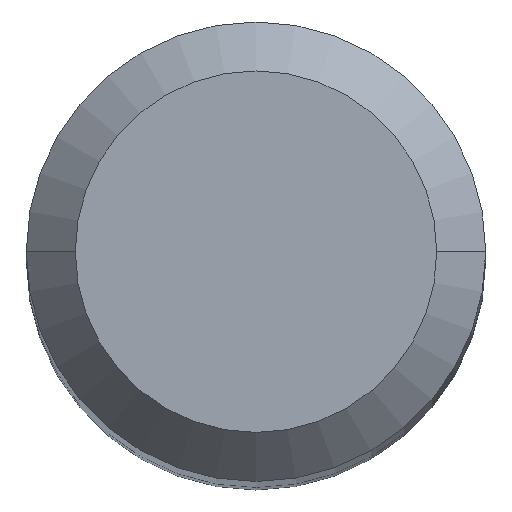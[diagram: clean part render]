
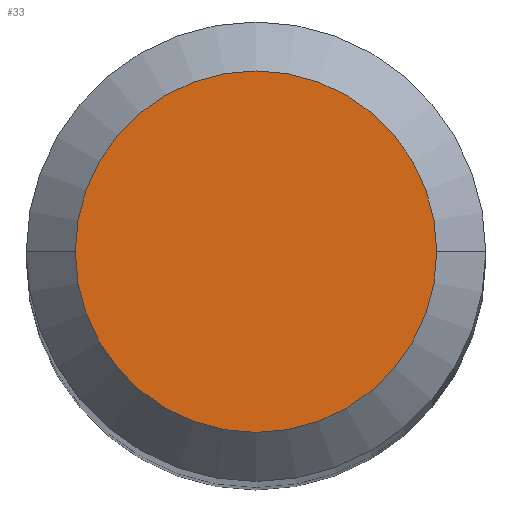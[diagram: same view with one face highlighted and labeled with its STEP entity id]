
A CAD part, top view. The second image highlights one B-rep face of the part: STEP entity #33.
In plain terms, the highlighted planar face has unit normal (0, 0, 1).
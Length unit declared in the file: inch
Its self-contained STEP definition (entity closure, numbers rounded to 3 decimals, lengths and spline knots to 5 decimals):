
#4 = DIRECTION ( 'NONE',  ( 0., 0., 1. ) ) ;
#6 = CARTESIAN_POINT ( 'NONE',  ( 0., 0., 0. ) ) ;
#19 = AXIS2_PLACEMENT_3D ( 'NONE', #60, #146, #85 ) ;
#33 = ADVANCED_FACE ( 'NONE', ( #297 ), #205, .F. ) ;
#60 = CARTESIAN_POINT ( 'NONE',  ( 0., 0.07375, 0. ) ) ;
#65 = CIRCLE ( 'NONE', #325, 0.07375 ) ;
#69 = DIRECTION ( 'NONE',  ( 1., 0., 0. ) ) ;
#85 = DIRECTION ( 'NONE',  ( -1., 0., 0. ) ) ;
#127 = VERTEX_POINT ( 'NONE', #246 ) ;
#141 = EDGE_LOOP ( 'NONE', ( #288, #283 ) ) ;
#146 = DIRECTION ( 'NONE',  ( 0., 0., -1. ) ) ;
#197 = VERTEX_POINT ( 'NONE', #365 ) ;
#204 = AXIS2_PLACEMENT_3D ( 'NONE', #6, #4, #364 ) ;
#205 = PLANE ( 'NONE',  #19 ) ;
#207 = DIRECTION ( 'NONE',  ( 0., 0., 1. ) ) ;
#246 = CARTESIAN_POINT ( 'NONE',  ( 0.07375, 0., 0. ) ) ;
#276 = CIRCLE ( 'NONE', #204, 0.07375 ) ;
#283 = ORIENTED_EDGE ( 'NONE', *, *, #326, .T. ) ;
#288 = ORIENTED_EDGE ( 'NONE', *, *, #362, .T. ) ;
#297 = FACE_OUTER_BOUND ( 'NONE', #141, .T. ) ;
#325 = AXIS2_PLACEMENT_3D ( 'NONE', #372, #207, #69 ) ;
#326 = EDGE_CURVE ( 'NONE', #127, #197, #276, .T. ) ;
#362 = EDGE_CURVE ( 'NONE', #197, #127, #65, .T. ) ;
#364 = DIRECTION ( 'NONE',  ( 1., 0., 0. ) ) ;
#365 = CARTESIAN_POINT ( 'NONE',  ( -0.07375, 0., 0. ) ) ;
#372 = CARTESIAN_POINT ( 'NONE',  ( 0., 0., 0. ) ) ;
